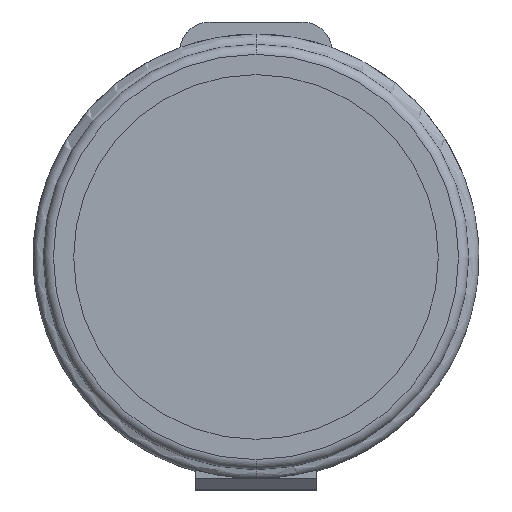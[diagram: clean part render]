
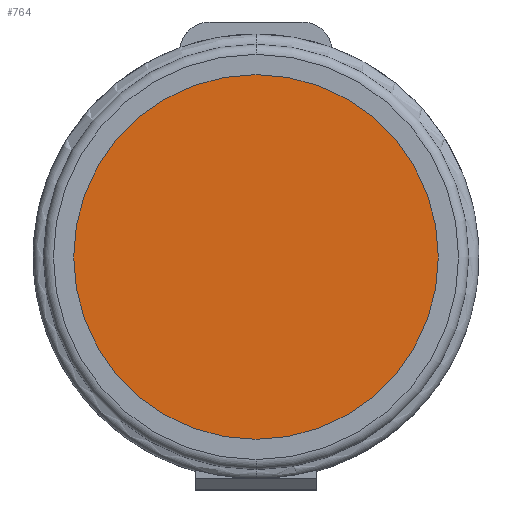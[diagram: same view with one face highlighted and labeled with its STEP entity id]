
A CAD part, front view. The second image highlights one B-rep face of the part: STEP entity #764.
In plain terms, the highlighted planar face has unit normal (0, -1, 0).
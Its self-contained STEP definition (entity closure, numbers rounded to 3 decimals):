
#100 = CARTESIAN_POINT ( 'NONE',  ( 0., 0.1, 0. ) ) ;
#231 = DIRECTION ( 'NONE',  ( 0., -1., 0. ) ) ;
#235 = ORIENTED_EDGE ( 'NONE', *, *, #1584, .T. ) ;
#474 = DIRECTION ( 'NONE',  ( 0., 0., -1. ) ) ;
#596 = DIRECTION ( 'NONE',  ( 0., -1., 0. ) ) ;
#614 = CIRCLE ( 'NONE', #797, 18. ) ;
#764 = ADVANCED_FACE ( 'NONE', ( #1098 ), #978, .T. ) ;
#797 = AXIS2_PLACEMENT_3D ( 'NONE', #1361, #1510, #886 ) ;
#821 = EDGE_LOOP ( 'NONE', ( #235, #1553 ) ) ;
#823 = CIRCLE ( 'NONE', #1295, 18. ) ;
#859 = VERTEX_POINT ( 'NONE', #1233 ) ;
#886 = DIRECTION ( 'NONE',  ( 0., 0., -1. ) ) ;
#978 = PLANE ( 'NONE',  #1119 ) ;
#1098 = FACE_OUTER_BOUND ( 'NONE', #821, .T. ) ;
#1119 = AXIS2_PLACEMENT_3D ( 'NONE', #1599, #596, #474 ) ;
#1122 = VERTEX_POINT ( 'NONE', #1454 ) ;
#1233 = CARTESIAN_POINT ( 'NONE',  ( 0., 0.1, -18. ) ) ;
#1295 = AXIS2_PLACEMENT_3D ( 'NONE', #100, #231, #1343 ) ;
#1343 = DIRECTION ( 'NONE',  ( 0., 0., -1. ) ) ;
#1361 = CARTESIAN_POINT ( 'NONE',  ( 0., 0.1, 0. ) ) ;
#1371 = EDGE_CURVE ( 'NONE', #1122, #859, #614, .T. ) ;
#1454 = CARTESIAN_POINT ( 'NONE',  ( 0., 0.1, 18. ) ) ;
#1510 = DIRECTION ( 'NONE',  ( 0., -1., 0. ) ) ;
#1553 = ORIENTED_EDGE ( 'NONE', *, *, #1371, .T. ) ;
#1584 = EDGE_CURVE ( 'NONE', #859, #1122, #823, .T. ) ;
#1599 = CARTESIAN_POINT ( 'NONE',  ( 0., 0.1, 0. ) ) ;
